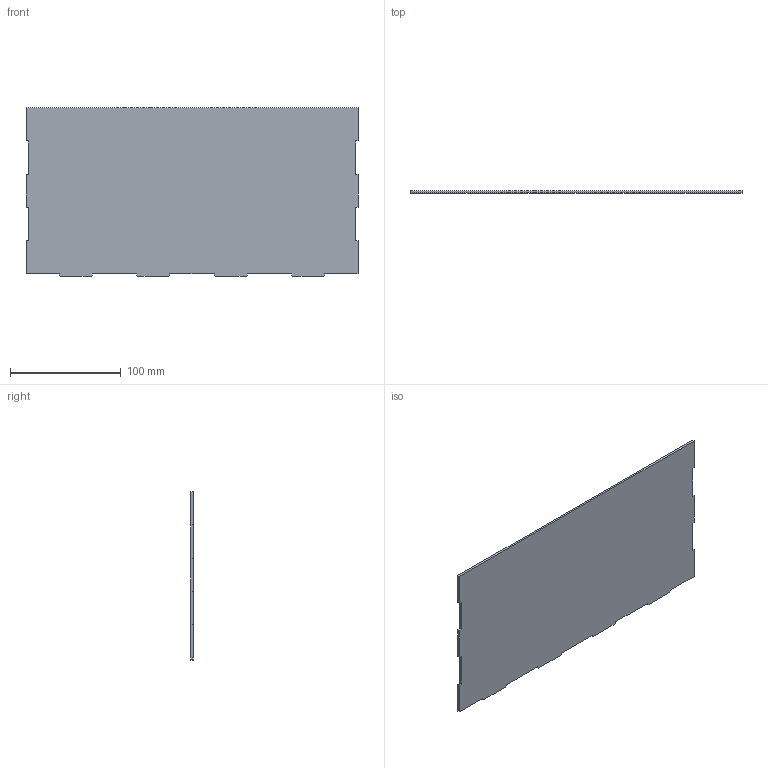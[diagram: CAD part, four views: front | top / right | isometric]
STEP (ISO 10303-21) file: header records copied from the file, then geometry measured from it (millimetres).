
FILE_DESCRIPTION (( 'STEP AP203' ), '1' );
FILE_NAME ('SHRPRO-V1 1420.04-A Elec box side_2.step', '2019-12-23T20:17:16', ( '' ), ( '' ), 'SwSTEP 2.0', 'SolidWorks 2018', '' );
FILE_SCHEMA (( 'CONFIG_CONTROL_DESIGN' ));
Length unit declared in the file: millimetre
Products named in the file (1): SHRPRO-V1 1420.04-A Elec box side_2
Bounding box: 300 x 2 x 152 mm (x, y, z)
Volume: 89964.6 mm3; surface area: 91820.9 mm2
Topology: 1 solids, 1 shells, 46 faces, 132 edges, 88 vertices
Faces by surface type: plane 46
Entity records: 1535 total; most frequent: CARTESIAN_POINT 285, ORIENTED_EDGE 264, DIRECTION 208, EDGE_CURVE 132, LINE 114, VECTOR 114, VERTEX_POINT 88, AXIS2_PLACEMENT_3D 47
